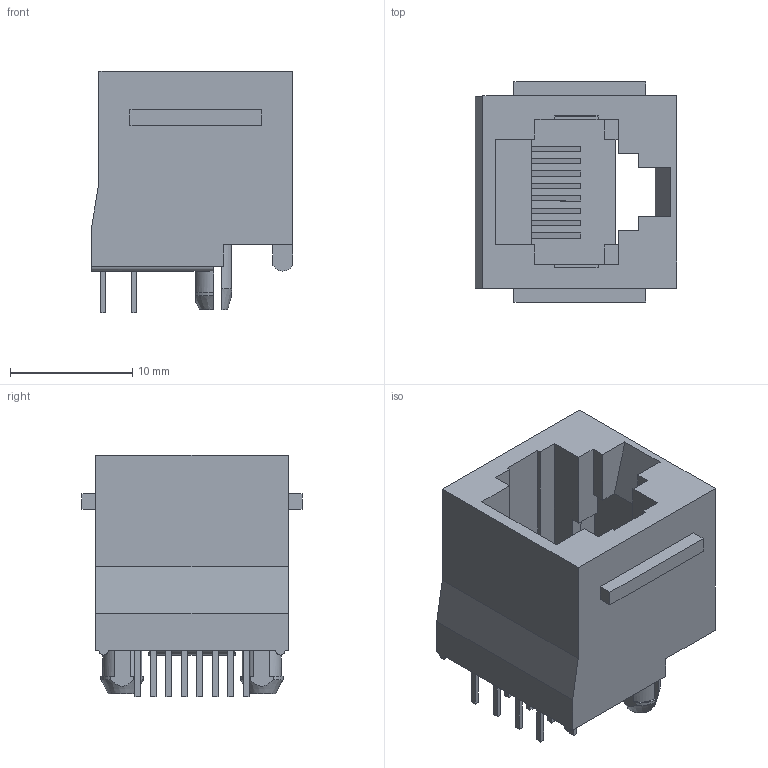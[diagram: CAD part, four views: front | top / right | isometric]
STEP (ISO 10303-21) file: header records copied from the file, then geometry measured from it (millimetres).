
FILE_DESCRIPTION (( 'STEP AP203' ), '1' );
FILE_NAME ('CONNModular8P8C()_CONNMODULAR8P8CTOP_Default_sldprt.STEP', '2016-06-02T17:07:49', ( 'Shusen Zhang' ), ( 'MathWorks' ), 'SwSTEP 2.0', 'SolidWorks 2015', '' );
FILE_SCHEMA (( 'CONFIG_CONTROL_DESIGN' ));
Length unit declared in the file: millimetre
Products named in the file (1): CONNModular8P8C()_CONNMODULAR8P8CTOP_Default_sldprt
Bounding box: 16.51 x 18.03 x 19.81 mm (x, y, z)
Volume: 2407.3 mm3; surface area: 2516.5 mm2
Topology: 1 solids, 1 shells, 180 faces, 505 edges, 336 vertices
Faces by surface type: plane 160, cylinder 16, cone 4
Entity records: 5892 total; most frequent: CARTESIAN_POINT 1108, ORIENTED_EDGE 1010, DIRECTION 897, EDGE_CURVE 505, LINE 455, VECTOR 455, VERTEX_POINT 336, AXIS2_PLACEMENT_3D 221
